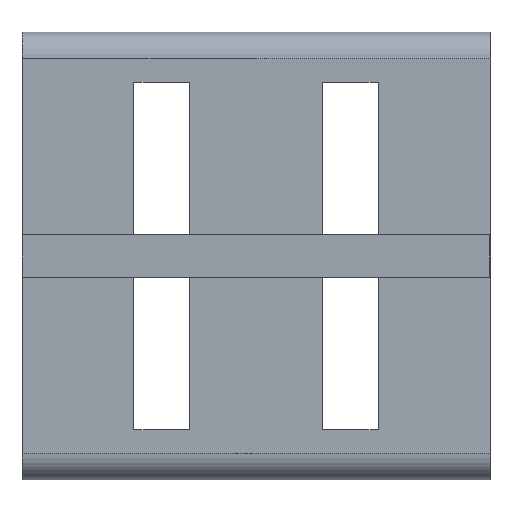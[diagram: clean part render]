
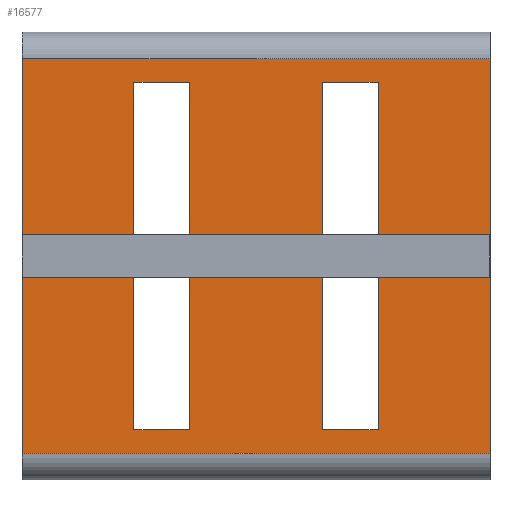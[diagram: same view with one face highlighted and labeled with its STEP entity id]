
A CAD part, left-side view. The second image highlights one B-rep face of the part: STEP entity #16577.
In plain terms, the highlighted planar face has unit normal (-1, 0, 0).
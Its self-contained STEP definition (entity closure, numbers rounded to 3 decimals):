
#104=FACE_BOUND('',#2456,.T.);
#105=FACE_BOUND('',#2457,.T.);
#1510=FACE_OUTER_BOUND('',#2455,.T.);
#2455=EDGE_LOOP('',(#15285,#15286,#15287,#15288));
#2456=EDGE_LOOP('',(#15289,#15290,#15291,#15292));
#2457=EDGE_LOOP('',(#15293,#15294,#15295,#15296));
#4813=LINE('',#30958,#6200);
#4814=LINE('',#30961,#6201);
#4820=LINE('',#30975,#6207);
#4845=LINE('',#31034,#6232);
#4852=LINE('',#31048,#6239);
#4863=LINE('',#31072,#6250);
#4870=LINE('',#31082,#6257);
#4877=LINE('',#31096,#6264);
#4882=LINE('',#31105,#6269);
#4885=LINE('',#31112,#6272);
#4889=LINE('',#31118,#6276);
#4892=LINE('',#31123,#6279);
#6200=VECTOR('',#18872,10.);
#6201=VECTOR('',#18875,10.);
#6207=VECTOR('',#18887,10.);
#6232=VECTOR('',#18946,10.);
#6239=VECTOR('',#18955,10.);
#6250=VECTOR('',#18970,10.);
#6257=VECTOR('',#18983,10.);
#6264=VECTOR('',#19004,10.);
#6269=VECTOR('',#19011,10.);
#6272=VECTOR('',#19018,10.);
#6276=VECTOR('',#19024,10.);
#6279=VECTOR('',#19031,10.);
#7890=VERTEX_POINT('',#30954);
#7891=VERTEX_POINT('',#30956);
#7892=VERTEX_POINT('',#30960);
#7897=VERTEX_POINT('',#30973);
#7913=VERTEX_POINT('',#31031);
#7914=VERTEX_POINT('',#31033);
#7919=VERTEX_POINT('',#31045);
#7920=VERTEX_POINT('',#31047);
#7930=VERTEX_POINT('',#31069);
#7931=VERTEX_POINT('',#31071);
#7934=VERTEX_POINT('',#31103);
#7936=VERTEX_POINT('',#31111);
#10309=EDGE_CURVE('',#7891,#7890,#4813,.T.);
#10310=EDGE_CURVE('',#7890,#7892,#4814,.T.);
#10318=EDGE_CURVE('',#7892,#7897,#4820,.T.);
#10347=EDGE_CURVE('',#7914,#7913,#4845,.T.);
#10354=EDGE_CURVE('',#7920,#7919,#4852,.T.);
#10365=EDGE_CURVE('',#7931,#7930,#4863,.T.);
#10372=EDGE_CURVE('',#7919,#7914,#4870,.T.);
#10379=EDGE_CURVE('',#7913,#7920,#4877,.T.);
#10384=EDGE_CURVE('',#7930,#7934,#4882,.T.);
#10387=EDGE_CURVE('',#7936,#7931,#4885,.T.);
#10391=EDGE_CURVE('',#7934,#7936,#4889,.T.);
#10394=EDGE_CURVE('',#7897,#7891,#4892,.T.);
#15285=ORIENTED_EDGE('',*,*,#10309,.F.);
#15286=ORIENTED_EDGE('',*,*,#10394,.F.);
#15287=ORIENTED_EDGE('',*,*,#10318,.F.);
#15288=ORIENTED_EDGE('',*,*,#10310,.F.);
#15289=ORIENTED_EDGE('',*,*,#10391,.T.);
#15290=ORIENTED_EDGE('',*,*,#10387,.T.);
#15291=ORIENTED_EDGE('',*,*,#10365,.T.);
#15292=ORIENTED_EDGE('',*,*,#10384,.T.);
#15293=ORIENTED_EDGE('',*,*,#10354,.T.);
#15294=ORIENTED_EDGE('',*,*,#10372,.T.);
#15295=ORIENTED_EDGE('',*,*,#10347,.T.);
#15296=ORIENTED_EDGE('',*,*,#10379,.T.);
#15695=PLANE('',#16966);
#16577=ADVANCED_FACE('',(#1510,#104,#105),#15695,.F.);
#16966=AXIS2_PLACEMENT_3D('',#31125,#19034,#19035);
#18872=DIRECTION('',(0.,-1.,0.));
#18875=DIRECTION('',(0.,0.,-1.));
#18887=DIRECTION('',(0.,1.,0.));
#18946=DIRECTION('',(0.,-1.,0.));
#18955=DIRECTION('',(0.,1.,0.));
#18970=DIRECTION('',(0.,0.,-1.));
#18983=DIRECTION('',(0.,0.,1.));
#19004=DIRECTION('',(0.,0.,-1.));
#19011=DIRECTION('',(0.,1.,0.));
#19018=DIRECTION('',(0.,-1.,0.));
#19024=DIRECTION('',(0.,0.,1.));
#19031=DIRECTION('',(0.,0.,1.));
#19034=DIRECTION('center_axis',(1.,0.,0.));
#19035=DIRECTION('ref_axis',(0.,0.,-1.));
#30954=CARTESIAN_POINT('',(0.,-26.543,22.4));
#30956=CARTESIAN_POINT('',(0.,26.543,22.4));
#30958=CARTESIAN_POINT('',(0.,13.272,22.4));
#30960=CARTESIAN_POINT('',(0.,-26.543,-22.4));
#30961=CARTESIAN_POINT('',(0.,-26.543,25.4));
#30973=CARTESIAN_POINT('',(0.,26.543,-22.4));
#30975=CARTESIAN_POINT('',(0.,-13.272,-22.4));
#31031=CARTESIAN_POINT('',(0.,7.506,19.685));
#31033=CARTESIAN_POINT('',(0.,13.856,19.685));
#31034=CARTESIAN_POINT('',(0.,3.753,19.685));
#31045=CARTESIAN_POINT('',(0.,13.856,-19.685));
#31047=CARTESIAN_POINT('',(0.,7.506,-19.685));
#31048=CARTESIAN_POINT('',(0.,6.928,-19.685));
#31069=CARTESIAN_POINT('',(0.,-13.856,-19.685));
#31071=CARTESIAN_POINT('',(0.,-13.856,19.685));
#31072=CARTESIAN_POINT('',(0.,-13.856,9.843));
#31082=CARTESIAN_POINT('',(0.,13.856,9.843));
#31096=CARTESIAN_POINT('',(0.,7.506,-9.843));
#31103=CARTESIAN_POINT('',(0.,-7.506,-19.685));
#31105=CARTESIAN_POINT('',(0.,-6.928,-19.685));
#31111=CARTESIAN_POINT('',(0.,-7.506,19.685));
#31112=CARTESIAN_POINT('',(0.,-3.753,19.685));
#31118=CARTESIAN_POINT('',(0.,-7.506,-9.843));
#31123=CARTESIAN_POINT('',(0.,26.543,-25.4));
#31125=CARTESIAN_POINT('Origin',(0.,0.,0.));
